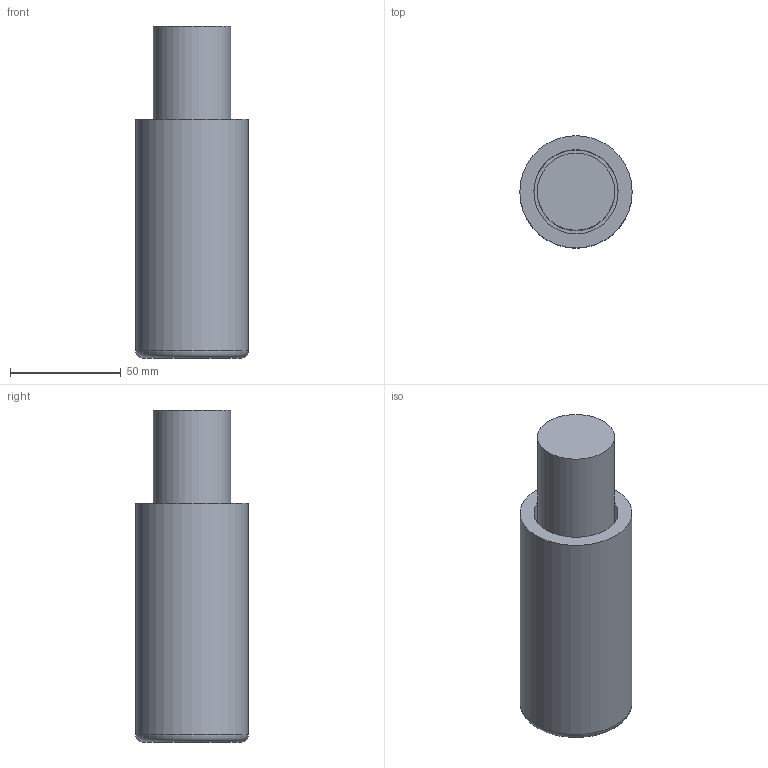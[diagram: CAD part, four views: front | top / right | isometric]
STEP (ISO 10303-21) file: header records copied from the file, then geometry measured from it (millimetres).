
FILE_DESCRIPTION(/* description */ ('STEP AP242','CAx-IF Rec.Pracs.---Representation and Presentation of Product Manufacturing Information (PMI)---4.0---2014-10-13','CAx-IF Rec.Pracs.---3D Tessellated Geometry---0.4---2014-09-14','2;1'),/* implementation_level */ '2;1');
FILE_NAME(/* name */ '669368d561ea570a9fc558d2',/* time_stamp */ '2024-07-14T05:57:41Z',/* author */ (''),/* organization */ (''),/* preprocessor_version */ 'ST-DEVELOPER v20',/* originating_system */ ' ',/* authorisation */ ' ');
FILE_SCHEMA (('AP242_MANAGED_MODEL_BASED_3D_ENGINEERING_MIM_LF { 1 0 10303 442 1 1 4 }'));
Length unit declared in the file: metre
Products named in the file (2): Part 2; Part 1
Bounding box: 50.8 x 50.8 x 150.11 mm (x, y, z)
Volume: 240804.9 mm3; surface area: 50951.1 mm2
Topology: 2 solids, 2 shells, 11 faces, 14 edges, 9 vertices
Faces by surface type: plane 6, cylinder 3, torus 1, cone 1
Full cylindrical faces by diameter (mm): 34.925 x1, 38.1 x1, 50.8 x1
Entity records: 252 total; most frequent: DIRECTION 44, CARTESIAN_POINT 31, AXIS2_PLACEMENT_3D 22, ORIENTED_EDGE 18, EDGE_LOOP 18, FACE_BOUND 18, ADVANCED_FACE 11, EDGE_CURVE 9
